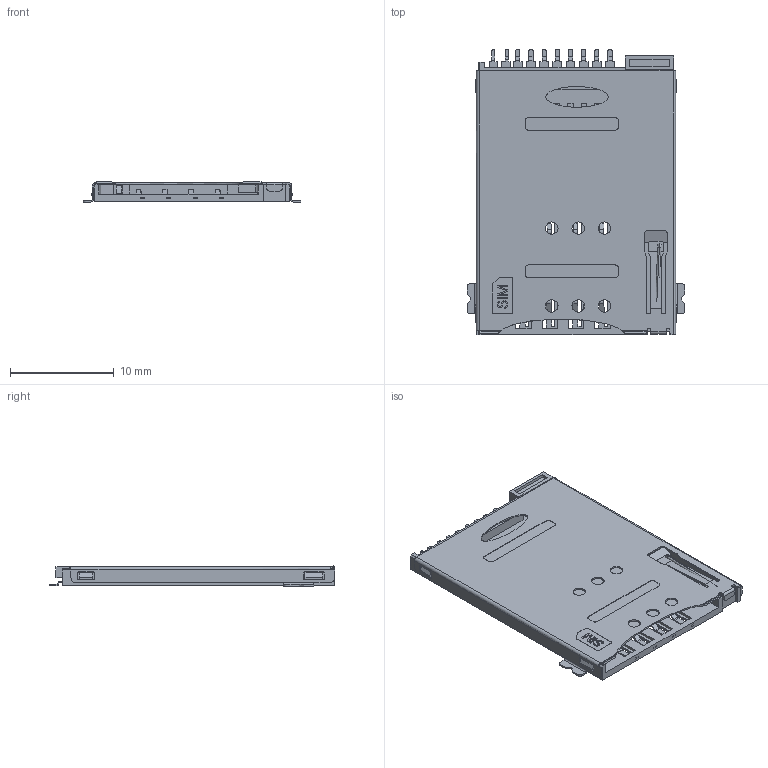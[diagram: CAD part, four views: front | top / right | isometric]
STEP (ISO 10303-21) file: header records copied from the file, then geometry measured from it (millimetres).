
FILE_DESCRIPTION (( 'STEP AP203' ), '1' );
FILE_NAME ('SIM-206.STEP', '2021-06-17T07:05:04', ( '' ), ( '' ), 'SwSTEP 2.0', 'SolidWorks 2019', '' );
FILE_SCHEMA (( 'CONFIG_CONTROL_DESIGN' ));
Length unit declared in the file: millimetre
Products named in the file (1): SIM-206
Bounding box: 21 x 27.47 x 1.93 mm (x, y, z)
Volume: 445.7 mm3; surface area: 2793.2 mm2
Topology: 14 solids, 14 shells, 1066 faces, 3036 edges, 2013 vertices
Faces by surface type: bspline 1066
Entity records: 35871 total; most frequent: CARTESIAN_POINT 11202, ORIENTED_EDGE 6072, DIRECTION 3430, EDGE_CURVE 3036, LINE 2400, VECTOR 2400, VERTEX_POINT 2013, EDGE_LOOP 1169
